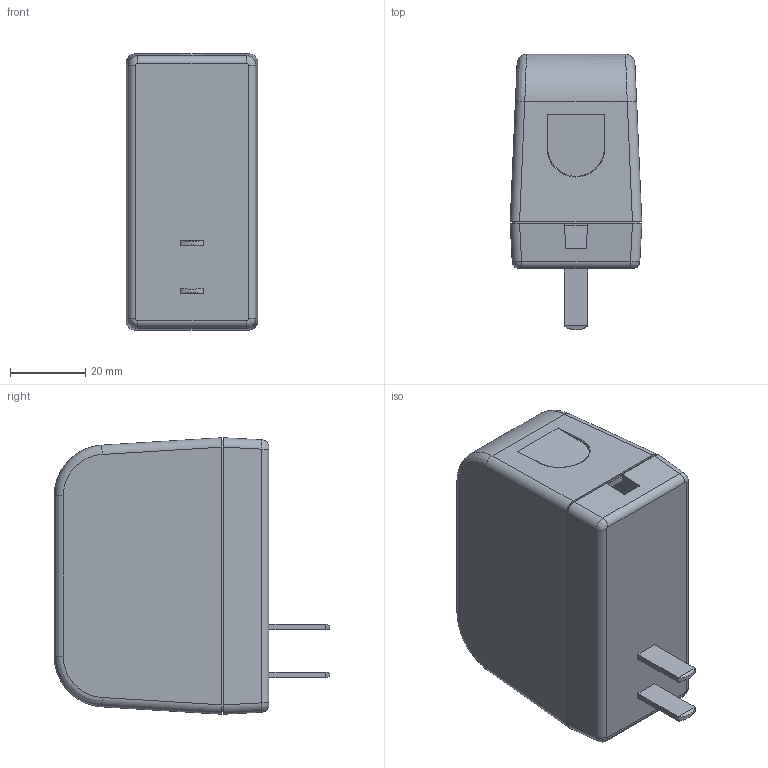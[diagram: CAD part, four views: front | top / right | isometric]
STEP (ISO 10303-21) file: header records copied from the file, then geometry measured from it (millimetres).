
FILE_DESCRIPTION((''),'2;1');
FILE_NAME('GT-86240-WWVV-X_X-W2C_ASM','2022-11-23T14:07:58',('jirenqiang'),(''),'CREO PARAMETRIC BY PTC INC, 2018050','CREO PARAMETRIC BY PTC INC, 2018050','');
FILE_SCHEMA(('CONFIG_CONTROL_DESIGN'));
Length unit declared in the file: millimetre
Products named in the file (5): UL_BOT_27; CH_PIN_6; US_BOT_ASM_16_ASM; 30W-TOP_1; GT-86240-WWVV-X_X-W2C_ASM
Assembly tree (5 placements, depth 3):
  GT-86240-WWVV-X_X-W2C_ASM
    US_BOT_ASM_16_ASM
      UL_BOT_27
      CH_PIN_6  x2
    30W-TOP_1
Bounding box: 35 x 73.2 x 73.5 mm (x, y, z)
Volume: 32450.4 mm3; surface area: 32571.6 mm2
Topology: 4 solids, 4 shells, 562 faces, 1592 edges, 1043 vertices
Faces by surface type: plane 389, cylinder 111, bspline 24, torus 16, cone 12, extrusion 8, sphere 2
Entity records: 19849 total; most frequent: CARTESIAN_POINT 6117, ORIENTED_EDGE 3020, DIRECTION 2554, EDGE_CURVE 1510, VECTOR 1198, LINE 1190, VERTEX_POINT 989, AXIS2_PLACEMENT_3D 678
